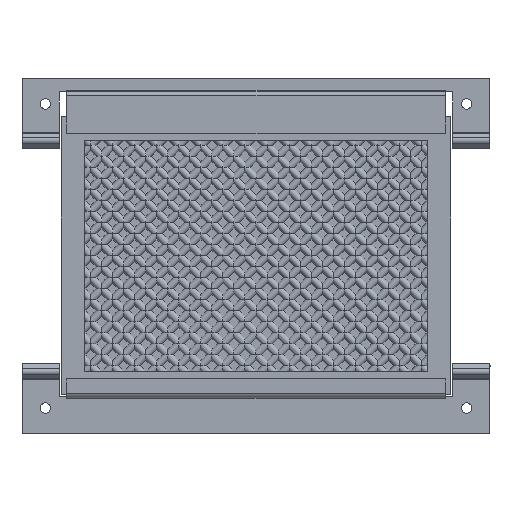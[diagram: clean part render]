
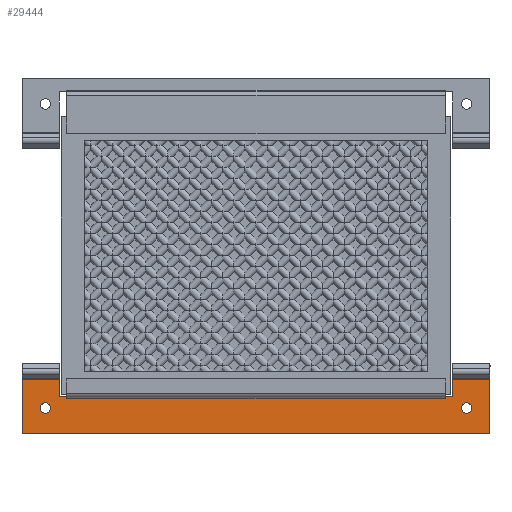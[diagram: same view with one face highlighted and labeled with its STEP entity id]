
A CAD part, front view. The second image highlights one B-rep face of the part: STEP entity #29444.
In plain terms, the highlighted planar face has unit normal (0, -1, 0).
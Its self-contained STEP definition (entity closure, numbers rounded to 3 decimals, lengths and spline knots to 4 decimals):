
#1011 = CARTESIAN_POINT ( 'NONE',  ( 3.75, 0., -5.687 ) ) ;
#1536 = CARTESIAN_POINT ( 'NONE',  ( 0.719, 0., -5.122 ) ) ;
#1599 = EDGE_CURVE ( 'NONE', #24587, #28083, #64879, .T. ) ;
#2114 = DIRECTION ( 'NONE',  ( 0., 0., -1. ) ) ;
#2429 = DIRECTION ( 'NONE',  ( -1., 0., 0. ) ) ;
#2941 = CARTESIAN_POINT ( 'NONE',  ( 6.906, 0., -5.102 ) ) ;
#3131 = AXIS2_PLACEMENT_3D ( 'NONE', #20380, #62831, #51961 ) ;
#3480 = VERTEX_POINT ( 'NONE', #21131 ) ;
#3694 = CARTESIAN_POINT ( 'NONE',  ( 6.781, 0., -5.122 ) ) ;
#4230 = DIRECTION ( 'NONE',  ( 1., 0., 0. ) ) ;
#4997 = LINE ( 'NONE', #42200, #41333 ) ;
#5057 = DIRECTION ( 'NONE',  ( 0., 0., -1. ) ) ;
#6238 = VECTOR ( 'NONE', #2429, 39.3701 ) ;
#7767 = FACE_BOUND ( 'NONE', #18146, .T. ) ;
#8231 = CARTESIAN_POINT ( 'NONE',  ( 7.5, 0., -5.2409 ) ) ;
#8790 = EDGE_CURVE ( 'NONE', #68998, #46189, #46082, .T. ) ;
#10776 = ORIENTED_EDGE ( 'NONE', *, *, #48485, .T. ) ;
#11003 = ORIENTED_EDGE ( 'NONE', *, *, #25306, .T. ) ;
#12221 = CARTESIAN_POINT ( 'NONE',  ( 7.5, 0., -5.122 ) ) ;
#13428 = VECTOR ( 'NONE', #20242, 39.3701 ) ;
#13520 = CARTESIAN_POINT ( 'NONE',  ( 7.125, 0., -5.364 ) ) ;
#13931 = CARTESIAN_POINT ( 'NONE',  ( 0.594, 0., -4.9608 ) ) ;
#14245 = CARTESIAN_POINT ( 'NONE',  ( 0.594, 0., -5.102 ) ) ;
#14287 = VECTOR ( 'NONE', #28919, 39.3701 ) ;
#15517 = ORIENTED_EDGE ( 'NONE', *, *, #39632, .T. ) ;
#16264 = VERTEX_POINT ( 'NONE', #1536 ) ;
#16610 = EDGE_LOOP ( 'NONE', ( #11003 ) ) ;
#18146 = EDGE_LOOP ( 'NONE', ( #31960 ) ) ;
#18297 = VECTOR ( 'NONE', #23241, 39.3701 ) ;
#18483 = EDGE_CURVE ( 'NONE', #23578, #20241, #4997, .T. ) ;
#18937 = LINE ( 'NONE', #24898, #59521 ) ;
#20181 = LINE ( 'NONE', #63674, #46191 ) ;
#20241 = VERTEX_POINT ( 'NONE', #3694 ) ;
#20242 = DIRECTION ( 'NONE',  ( 0., 0., -1. ) ) ;
#20380 = CARTESIAN_POINT ( 'NONE',  ( 0.375, 0., -5.281 ) ) ;
#21046 = ORIENTED_EDGE ( 'NONE', *, *, #21063, .F. ) ;
#21063 = EDGE_CURVE ( 'NONE', #23578, #22978, #57906, .T. ) ;
#21131 = CARTESIAN_POINT ( 'NONE',  ( 0.719, 0., -5.102 ) ) ;
#21561 = VECTOR ( 'NONE', #64436, 39.3701 ) ;
#21606 = CARTESIAN_POINT ( 'NONE',  ( 0., 0., -4.8197 ) ) ;
#21623 = LINE ( 'NONE', #43021, #21561 ) ;
#22135 = CARTESIAN_POINT ( 'NONE',  ( 7.125, 0., -5.281 ) ) ;
#22978 = VERTEX_POINT ( 'NONE', #2941 ) ;
#23241 = DIRECTION ( 'NONE',  ( 0., 0., -1. ) ) ;
#23578 = VERTEX_POINT ( 'NONE', #33936 ) ;
#24587 = VERTEX_POINT ( 'NONE', #50831 ) ;
#24898 = CARTESIAN_POINT ( 'NONE',  ( 6.906, 0., -4.9608 ) ) ;
#25306 = EDGE_CURVE ( 'NONE', #45790, #45790, #33381, .T. ) ;
#27454 = VECTOR ( 'NONE', #45548, 39.3701 ) ;
#27795 = ORIENTED_EDGE ( 'NONE', *, *, #67122, .T. ) ;
#28083 = VERTEX_POINT ( 'NONE', #37394 ) ;
#28524 = CARTESIAN_POINT ( 'NONE',  ( 6.906, 0., -4.8197 ) ) ;
#28919 = DIRECTION ( 'NONE',  ( -1., 0., 0. ) ) ;
#28965 = LINE ( 'NONE', #8231, #46347 ) ;
#29176 = DIRECTION ( 'NONE',  ( 0., -1., 0. ) ) ;
#29244 = EDGE_LOOP ( 'NONE', ( #51589, #65737, #32547, #60916, #27795, #42406, #43436, #15517, #10776, #21046, #51492, #33493 ) ) ;
#29444 = ADVANCED_FACE ( 'NONE', ( #7767, #34450, #40731 ), #55844, .T. ) ;
#30581 = VECTOR ( 'NONE', #38576, 39.3701 ) ;
#31582 = CARTESIAN_POINT ( 'NONE',  ( 3.75, 0., -5.102 ) ) ;
#31960 = ORIENTED_EDGE ( 'NONE', *, *, #49530, .T. ) ;
#32547 = ORIENTED_EDGE ( 'NONE', *, *, #61282, .F. ) ;
#33300 = LINE ( 'NONE', #12221, #27454 ) ;
#33381 = CIRCLE ( 'NONE', #3131, 0.083 ) ;
#33493 = ORIENTED_EDGE ( 'NONE', *, *, #56535, .T. ) ;
#33820 = CARTESIAN_POINT ( 'NONE',  ( 7.5, 0., -4.8197 ) ) ;
#33936 = CARTESIAN_POINT ( 'NONE',  ( 6.781, 0., -5.102 ) ) ;
#34450 = FACE_BOUND ( 'NONE', #16610, .T. ) ;
#34486 = VERTEX_POINT ( 'NONE', #28524 ) ;
#36346 = EDGE_CURVE ( 'NONE', #65964, #28083, #28965, .T. ) ;
#37394 = CARTESIAN_POINT ( 'NONE',  ( 7.5, 0., -5.687 ) ) ;
#38576 = DIRECTION ( 'NONE',  ( 1., 0., 0. ) ) ;
#38991 = DIRECTION ( 'NONE',  ( 0., 1., 0. ) ) ;
#39632 = EDGE_CURVE ( 'NONE', #65964, #34486, #44522, .T. ) ;
#40731 = FACE_OUTER_BOUND ( 'NONE', #29244, .T. ) ;
#41098 = DIRECTION ( 'NONE',  ( 0., 0., 1. ) ) ;
#41333 = VECTOR ( 'NONE', #48502, 39.3701 ) ;
#42200 = CARTESIAN_POINT ( 'NONE',  ( 6.781, 0., -5.112 ) ) ;
#42406 = ORIENTED_EDGE ( 'NONE', *, *, #1599, .T. ) ;
#43021 = CARTESIAN_POINT ( 'NONE',  ( 3.75, 0., -5.102 ) ) ;
#43436 = ORIENTED_EDGE ( 'NONE', *, *, #36346, .F. ) ;
#43533 = DIRECTION ( 'NONE',  ( 0., 0., -1. ) ) ;
#44026 = DIRECTION ( 'NONE',  ( 0., 0., -1. ) ) ;
#44121 = CARTESIAN_POINT ( 'NONE',  ( 0.594, 0., -4.8197 ) ) ;
#44522 = LINE ( 'NONE', #59972, #6238 ) ;
#45548 = DIRECTION ( 'NONE',  ( -1., 0., 0. ) ) ;
#45790 = VERTEX_POINT ( 'NONE', #60529 ) ;
#46082 = LINE ( 'NONE', #33820, #14287 ) ;
#46189 = VERTEX_POINT ( 'NONE', #21606 ) ;
#46191 = VECTOR ( 'NONE', #5057, 39.3701 ) ;
#46347 = VECTOR ( 'NONE', #44026, 39.3701 ) ;
#46518 = VECTOR ( 'NONE', #4230, 39.3701 ) ;
#46622 = AXIS2_PLACEMENT_3D ( 'NONE', #51276, #29176, #41098 ) ;
#47054 = EDGE_CURVE ( 'NONE', #3480, #16264, #20181, .T. ) ;
#48485 = EDGE_CURVE ( 'NONE', #34486, #22978, #18937, .T. ) ;
#48502 = DIRECTION ( 'NONE',  ( 0., 0., -1. ) ) ;
#49530 = EDGE_CURVE ( 'NONE', #61930, #61930, #56235, .T. ) ;
#50831 = CARTESIAN_POINT ( 'NONE',  ( 0., 0., -5.687 ) ) ;
#51276 = CARTESIAN_POINT ( 'NONE',  ( 7.5, 0., -5.687 ) ) ;
#51492 = ORIENTED_EDGE ( 'NONE', *, *, #18483, .T. ) ;
#51589 = ORIENTED_EDGE ( 'NONE', *, *, #47054, .F. ) ;
#51647 = CARTESIAN_POINT ( 'NONE',  ( 7.5, 0., -4.8197 ) ) ;
#51961 = DIRECTION ( 'NONE',  ( 0., 0., -1. ) ) ;
#55844 = PLANE ( 'NONE',  #46622 ) ;
#56235 = CIRCLE ( 'NONE', #65184, 0.083 ) ;
#56535 = EDGE_CURVE ( 'NONE', #20241, #16264, #33300, .T. ) ;
#56995 = VERTEX_POINT ( 'NONE', #14245 ) ;
#57906 = LINE ( 'NONE', #31582, #46518 ) ;
#59521 = VECTOR ( 'NONE', #2114, 39.3701 ) ;
#59972 = CARTESIAN_POINT ( 'NONE',  ( 7.5, 0., -4.8197 ) ) ;
#60095 = CARTESIAN_POINT ( 'NONE',  ( 0., 0., -5.2409 ) ) ;
#60529 = CARTESIAN_POINT ( 'NONE',  ( 0.375, 0., -5.364 ) ) ;
#60916 = ORIENTED_EDGE ( 'NONE', *, *, #8790, .T. ) ;
#61282 = EDGE_CURVE ( 'NONE', #68998, #56995, #68653, .T. ) ;
#61930 = VERTEX_POINT ( 'NONE', #13520 ) ;
#62831 = DIRECTION ( 'NONE',  ( 0., 1., 0. ) ) ;
#63674 = CARTESIAN_POINT ( 'NONE',  ( 0.719, 0., -5.112 ) ) ;
#64436 = DIRECTION ( 'NONE',  ( 1., 0., 0. ) ) ;
#64879 = LINE ( 'NONE', #1011, #30581 ) ;
#65184 = AXIS2_PLACEMENT_3D ( 'NONE', #22135, #38991, #43533 ) ;
#65594 = EDGE_CURVE ( 'NONE', #56995, #3480, #21623, .T. ) ;
#65705 = LINE ( 'NONE', #60095, #18297 ) ;
#65737 = ORIENTED_EDGE ( 'NONE', *, *, #65594, .F. ) ;
#65964 = VERTEX_POINT ( 'NONE', #51647 ) ;
#67122 = EDGE_CURVE ( 'NONE', #46189, #24587, #65705, .T. ) ;
#68653 = LINE ( 'NONE', #13931, #13428 ) ;
#68998 = VERTEX_POINT ( 'NONE', #44121 ) ;
